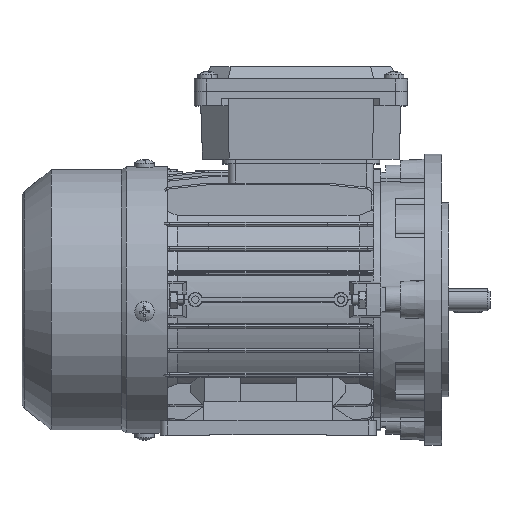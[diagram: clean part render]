
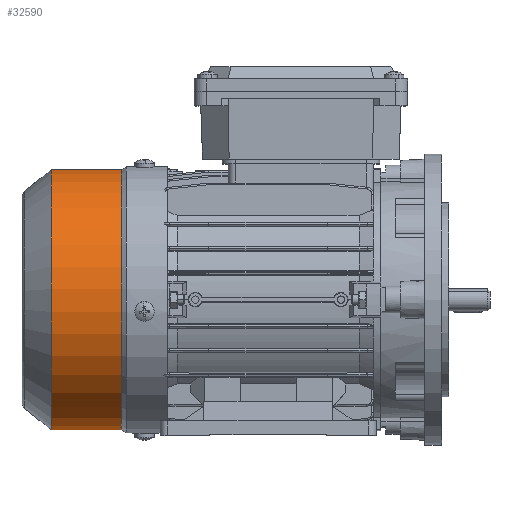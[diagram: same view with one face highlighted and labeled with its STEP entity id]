
A CAD part, top view. The second image highlights one B-rep face of the part: STEP entity #32590.
In plain terms, the highlighted cylindrical face has radius 53.8 mm (diameter 107.6 mm), a partial arc.
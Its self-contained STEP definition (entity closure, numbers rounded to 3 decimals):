
#32451 = EDGE_CURVE ( 'NONE', #32598, #32476, #43373, .T. ) ;
#32452 = ORIENTED_EDGE ( 'NONE', *, *, #32474, .F. ) ;
#32454 = ORIENTED_EDGE ( 'NONE', *, *, #32557, .F. ) ;
#32474 = EDGE_CURVE ( 'NONE', #32475, #32476, #43325, .T. ) ;
#32475 = VERTEX_POINT ( 'NONE', #43466 ) ;
#32476 = VERTEX_POINT ( 'NONE', #43464 ) ;
#32557 = EDGE_CURVE ( 'NONE', #32597, #32475, #43765, .T. ) ;
#32590 = ADVANCED_FACE ( 'NONE', ( #43849 ), #43847, .T. ) ;
#32594 = EDGE_LOOP ( 'NONE', ( #32595, #32599, #32452, #32454 ) ) ;
#32595 = ORIENTED_EDGE ( 'NONE', *, *, #32596, .T. ) ;
#32596 = EDGE_CURVE ( 'NONE', #32597, #32598, #43841, .T. ) ;
#32597 = VERTEX_POINT ( 'NONE', #43823 ) ;
#32598 = VERTEX_POINT ( 'NONE', #43821 ) ;
#32599 = ORIENTED_EDGE ( 'NONE', *, *, #32451, .T. ) ;
#43325 = CIRCLE ( 'NONE', #43472, 53.8 ) ;
#43327 = CARTESIAN_POINT ( 'NONE',  ( 19., 0., 0. ) ) ;
#43369 = DIRECTION ( 'NONE',  ( -1., 0., 0. ) ) ;
#43370 = VECTOR ( 'NONE', #43369, 1000. ) ;
#43372 = CARTESIAN_POINT ( 'NONE',  ( 0., 0., -53.8 ) ) ;
#43373 = LINE ( 'NONE', #43372, #43370 ) ;
#43464 = CARTESIAN_POINT ( 'NONE',  ( 19., 0., -53.8 ) ) ;
#43466 = CARTESIAN_POINT ( 'NONE',  ( 19., 0., 53.8 ) ) ;
#43468 = DIRECTION ( 'NONE',  ( 0., 0., 1. ) ) ;
#43470 = DIRECTION ( 'NONE',  ( -1., 0., 0. ) ) ;
#43472 = AXIS2_PLACEMENT_3D ( 'NONE', #43327, #43470, #43468 ) ;
#43761 = DIRECTION ( 'NONE',  ( -1., 0., 0. ) ) ;
#43762 = VECTOR ( 'NONE', #43761, 1000. ) ;
#43764 = CARTESIAN_POINT ( 'NONE',  ( 0., 0., 53.8 ) ) ;
#43765 = LINE ( 'NONE', #43764, #43762 ) ;
#43821 = CARTESIAN_POINT ( 'NONE',  ( 48., 0., -53.8 ) ) ;
#43823 = CARTESIAN_POINT ( 'NONE',  ( 48., 0., 53.8 ) ) ;
#43825 = DIRECTION ( 'NONE',  ( 0., 0., 1. ) ) ;
#43827 = DIRECTION ( 'NONE',  ( -1., 0., 0. ) ) ;
#43828 = CARTESIAN_POINT ( 'NONE',  ( 48., 0., 0. ) ) ;
#43830 = AXIS2_PLACEMENT_3D ( 'NONE', #43828, #43827, #43825 ) ;
#43834 = DIRECTION ( 'NONE',  ( 0., 0., 1. ) ) ;
#43836 = DIRECTION ( 'NONE',  ( -1., 0., 0. ) ) ;
#43838 = CARTESIAN_POINT ( 'NONE',  ( 0., 0., 0. ) ) ;
#43839 = AXIS2_PLACEMENT_3D ( 'NONE', #43838, #43836, #43834 ) ;
#43841 = CIRCLE ( 'NONE', #43830, 53.8 ) ;
#43847 = CYLINDRICAL_SURFACE ( 'NONE', #43839, 53.8 ) ;
#43849 = FACE_OUTER_BOUND ( 'NONE', #32594, .T. ) ;
